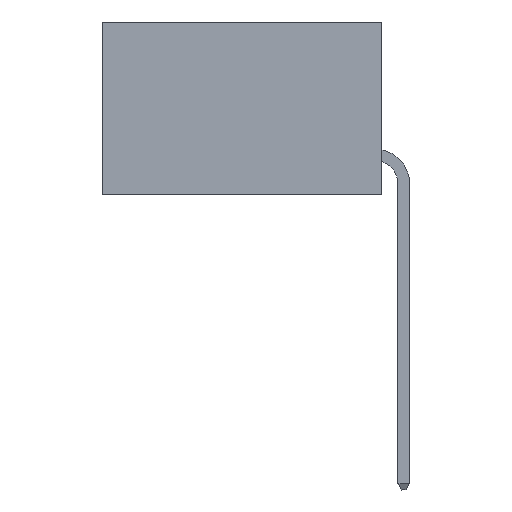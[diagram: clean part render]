
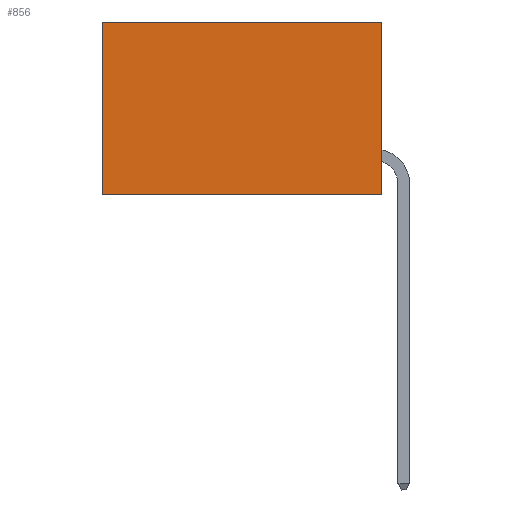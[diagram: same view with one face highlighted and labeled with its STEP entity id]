
A CAD part, left-side view. The second image highlights one B-rep face of the part: STEP entity #856.
In plain terms, the highlighted planar face has unit normal (-1, 0, 0).
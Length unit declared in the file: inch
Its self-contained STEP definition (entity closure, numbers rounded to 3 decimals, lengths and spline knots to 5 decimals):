
#493 = LINE ( 'NONE', #15512, #14867 ) ;
#856 = ADVANCED_FACE ( 'NONE', ( #18635 ), #28125, .F. ) ;
#1244 = VERTEX_POINT ( 'NONE', #27885 ) ;
#1952 = ORIENTED_EDGE ( 'NONE', *, *, #31550, .T. ) ;
#2080 = VECTOR ( 'NONE', #10958, 39.37008 ) ;
#2938 = VECTOR ( 'NONE', #3867, 39.37008 ) ;
#2983 = LINE ( 'NONE', #25182, #2080 ) ;
#3867 = DIRECTION ( 'NONE',  ( 0., 0., -1. ) ) ;
#5149 = ORIENTED_EDGE ( 'NONE', *, *, #32494, .T. ) ;
#5766 = CARTESIAN_POINT ( 'NONE',  ( 0.2875, 0., -0.37 ) ) ;
#6150 = VECTOR ( 'NONE', #15276, 39.37008 ) ;
#10958 = DIRECTION ( 'NONE',  ( 0., 0., -1. ) ) ;
#14867 = VECTOR ( 'NONE', #35410, 39.37008 ) ;
#15276 = DIRECTION ( 'NONE',  ( 0., 1., 0. ) ) ;
#15352 = EDGE_CURVE ( 'NONE', #32150, #28659, #16377, .T. ) ;
#15512 = CARTESIAN_POINT ( 'NONE',  ( 0.2875, 0., -0.37 ) ) ;
#16377 = LINE ( 'NONE', #20992, #2938 ) ;
#18007 = CARTESIAN_POINT ( 'NONE',  ( 0.2875, 0., 0. ) ) ;
#18189 = CARTESIAN_POINT ( 'NONE',  ( 0.2875, 0., 0. ) ) ;
#18635 = FACE_OUTER_BOUND ( 'NONE', #36238, .T. ) ;
#18710 = ORIENTED_EDGE ( 'NONE', *, *, #21513, .F. ) ;
#20992 = CARTESIAN_POINT ( 'NONE',  ( 0.2875, 0., 0. ) ) ;
#21364 = LINE ( 'NONE', #18189, #6150 ) ;
#21513 = EDGE_CURVE ( 'NONE', #28659, #1244, #493, .T. ) ;
#21746 = DIRECTION ( 'NONE',  ( 1., 0., 0. ) ) ;
#21902 = CARTESIAN_POINT ( 'NONE',  ( 0.2875, 0.6, 0. ) ) ;
#22232 = CARTESIAN_POINT ( 'NONE',  ( 0.2875, 0., 0. ) ) ;
#24152 = VERTEX_POINT ( 'NONE', #21902 ) ;
#24495 = DIRECTION ( 'NONE',  ( 0., 0., -1. ) ) ;
#25182 = CARTESIAN_POINT ( 'NONE',  ( 0.2875, 0.6, 0. ) ) ;
#27885 = CARTESIAN_POINT ( 'NONE',  ( 0.2875, 0.6, -0.37 ) ) ;
#28125 = PLANE ( 'NONE',  #30993 ) ;
#28659 = VERTEX_POINT ( 'NONE', #5766 ) ;
#30993 = AXIS2_PLACEMENT_3D ( 'NONE', #22232, #21746, #24495 ) ;
#31550 = EDGE_CURVE ( 'NONE', #32150, #24152, #21364, .T. ) ;
#32150 = VERTEX_POINT ( 'NONE', #18007 ) ;
#32494 = EDGE_CURVE ( 'NONE', #24152, #1244, #2983, .T. ) ;
#35410 = DIRECTION ( 'NONE',  ( 0., 1., 0. ) ) ;
#35629 = ORIENTED_EDGE ( 'NONE', *, *, #15352, .F. ) ;
#36238 = EDGE_LOOP ( 'NONE', ( #5149, #18710, #35629, #1952 ) ) ;
